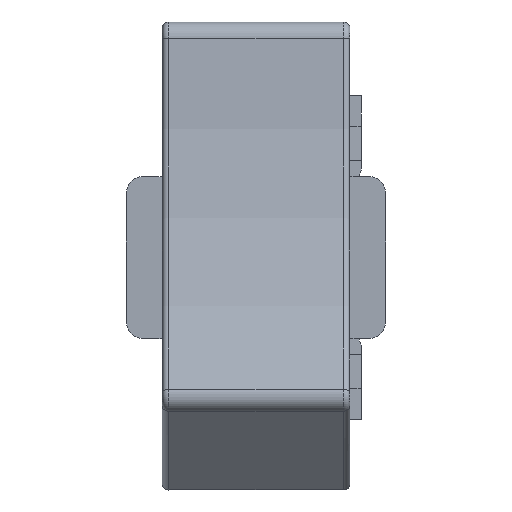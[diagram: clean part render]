
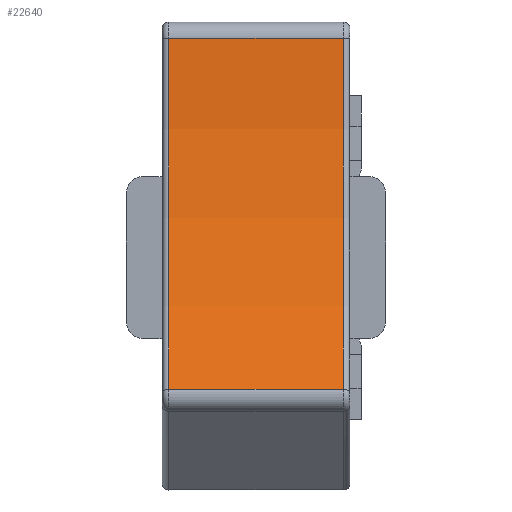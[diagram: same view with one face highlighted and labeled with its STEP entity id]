
A CAD part, left-side view. The second image highlights one B-rep face of the part: STEP entity #22640.
In plain terms, the highlighted cylindrical face has radius 25 mm (diameter 50 mm), a partial arc.
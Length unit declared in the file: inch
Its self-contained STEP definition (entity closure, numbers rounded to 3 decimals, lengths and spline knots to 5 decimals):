
#21342=CARTESIAN_POINT('',(0.,1.205,-0.1063));
#21343=DIRECTION('',(0.,0.,1.));
#21344=DIRECTION('',(-0.222,-0.975,0.));
#21345=AXIS2_PLACEMENT_3D('',#21342,#21343,#21344);
#21350=DIRECTION('',(0.,0.,1.));
#21351=VECTOR('',#21350,0.2126);
#21352=CARTESIAN_POINT('',(0.21861,0.24533,
-0.1063));
#21353=LINE('',#21352,#21351);
#21357=DIRECTION('',(0.,0.,-1.));
#21358=VECTOR('',#21357,0.2126);
#21359=CARTESIAN_POINT('',(-0.21861,0.24533,
0.1063));
#21360=LINE('',#21359,#21358);
#21546=CARTESIAN_POINT('',(0.,1.205,0.1063));
#21547=DIRECTION('',(0.,0.,-1.));
#21548=DIRECTION('',(0.222,-0.975,0.));
#21549=AXIS2_PLACEMENT_3D('',#21546,#21547,#21548);
#22378=CARTESIAN_POINT('',(-0.21861,0.24533,
0.1063));
#22379=CARTESIAN_POINT('',(-0.21861,0.24533,
-0.1063));
#22380=VERTEX_POINT('',#22378);
#22381=VERTEX_POINT('',#22379);
#22382=CARTESIAN_POINT('',(0.21861,0.24533,
-0.1063));
#22383=VERTEX_POINT('',#22382);
#22384=CARTESIAN_POINT('',(0.21861,0.24533,
0.1063));
#22385=VERTEX_POINT('',#22384);
#22626=CARTESIAN_POINT('',(0.,1.205,0.1063));
#22627=DIRECTION('',(0.,0.,-1.));
#22628=DIRECTION('',(-1.,0.,0.));
#22629=AXIS2_PLACEMENT_3D('',#22626,#22627,#22628);
#22630=CYLINDRICAL_SURFACE('',#22629,0.98425);
#22632=ORIENTED_EDGE('',*,*,#22631,.T.);
#22634=ORIENTED_EDGE('',*,*,#22633,.T.);
#22636=ORIENTED_EDGE('',*,*,#22635,.T.);
#22637=ORIENTED_EDGE('',*,*,#22616,.T.);
#22638=EDGE_LOOP('',(#22632,#22634,#22636,#22637));
#22639=FACE_OUTER_BOUND('',#22638,.F.);
#21346=CIRCLE('',#21345,0.98425);
#21550=CIRCLE('',#21549,0.98425);
#22616=EDGE_CURVE('',#22380,#22381,#21360,.T.);
#22631=EDGE_CURVE('',#22381,#22383,#21346,.T.);
#22633=EDGE_CURVE('',#22383,#22385,#21353,.T.);
#22635=EDGE_CURVE('',#22385,#22380,#21550,.T.);
#22640=ADVANCED_FACE('',(#22639),#22630,.F.);
